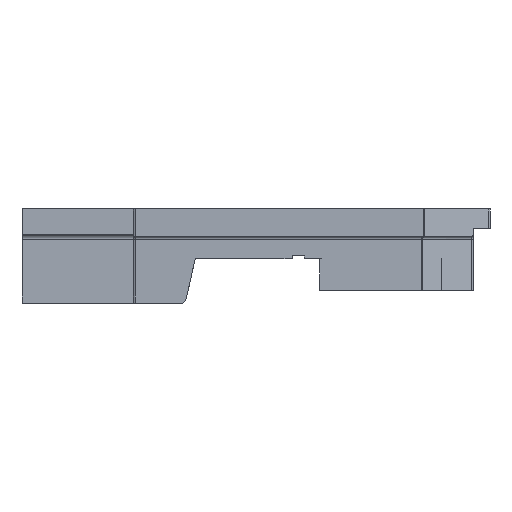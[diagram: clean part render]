
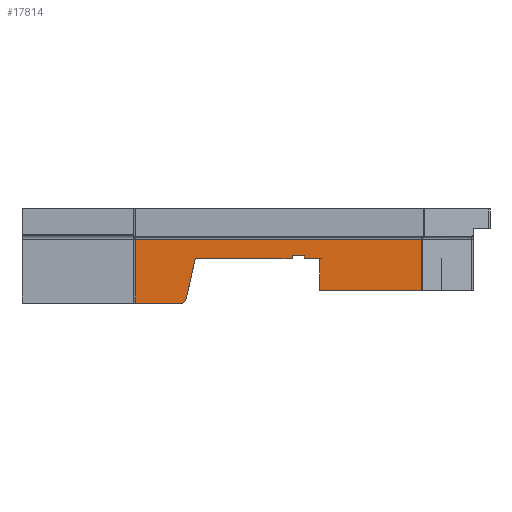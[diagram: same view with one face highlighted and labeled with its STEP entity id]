
A CAD part, left-side view. The second image highlights one B-rep face of the part: STEP entity #17814.
In plain terms, the highlighted planar face has unit normal (-1, 0, 0).
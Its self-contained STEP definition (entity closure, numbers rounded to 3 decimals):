
#2589=FACE_OUTER_BOUND('',#3567,.T.);
#3567=EDGE_LOOP('',(#15779,#15780,#15781,#15782,#15783,#15784,#15785,#15786,
#15787,#15788,#15789,#15790,#15791));
#3649=LINE('',#21750,#5206);
#3665=LINE('',#21783,#5222);
#3692=LINE('',#21844,#5249);
#3705=LINE('',#21882,#5262);
#3733=LINE('',#21953,#5290);
#3742=LINE('',#21990,#5299);
#5066=LINE('',#36135,#6623);
#5137=LINE('',#36339,#6694);
#5167=LINE('',#36408,#6724);
#5172=LINE('',#36416,#6729);
#5173=LINE('',#36419,#6730);
#5174=LINE('',#36420,#6731);
#5175=LINE('',#36421,#6732);
#5206=VECTOR('',#18639,10.);
#5222=VECTOR('',#18659,10.);
#5249=VECTOR('',#18700,10.);
#5262=VECTOR('',#18729,10.);
#5290=VECTOR('',#18791,10.);
#5299=VECTOR('',#18830,23.019);
#6623=VECTOR('',#21362,106.944);
#6694=VECTOR('',#21583,10.);
#6724=VECTOR('',#21647,106.944);
#6729=VECTOR('',#21656,10.);
#6730=VECTOR('',#21659,10.);
#6731=VECTOR('',#21660,10.);
#6732=VECTOR('',#21661,10.);
#6761=VERTEX_POINT('',#21744);
#6763=VERTEX_POINT('',#21748);
#6778=VERTEX_POINT('',#21782);
#6804=VERTEX_POINT('',#21841);
#6805=VERTEX_POINT('',#21843);
#6822=VERTEX_POINT('',#21881);
#6847=VERTEX_POINT('',#21951);
#6848=VERTEX_POINT('',#21952);
#6861=VERTEX_POINT('',#21988);
#8524=VERTEX_POINT('',#36337);
#8540=VERTEX_POINT('',#36406);
#8541=VERTEX_POINT('',#36413);
#8542=VERTEX_POINT('',#36418);
#8556=EDGE_CURVE('',#6761,#6763,#3649,.T.);
#8572=EDGE_CURVE('',#6761,#6778,#3665,.T.);
#8601=EDGE_CURVE('',#6805,#6804,#3692,.T.);
#8621=EDGE_CURVE('',#6822,#6805,#3705,.T.);
#8657=EDGE_CURVE('',#6847,#6848,#3733,.T.);
#8676=EDGE_CURVE('',#6804,#6861,#3742,.F.);
#11024=EDGE_CURVE('',#6861,#6847,#5066,.F.);
#11123=EDGE_CURVE('',#6763,#8524,#5137,.T.);
#11156=EDGE_CURVE('',#8540,#6848,#5167,.T.);
#11161=EDGE_CURVE('',#8541,#6778,#5172,.T.);
#11162=EDGE_CURVE('',#8524,#8542,#5173,.T.);
#11163=EDGE_CURVE('',#8542,#6822,#5174,.T.);
#11164=EDGE_CURVE('',#8541,#8540,#5175,.T.);
#15779=ORIENTED_EDGE('',*,*,#11123,.T.);
#15780=ORIENTED_EDGE('',*,*,#11162,.T.);
#15781=ORIENTED_EDGE('',*,*,#11163,.T.);
#15782=ORIENTED_EDGE('',*,*,#8621,.T.);
#15783=ORIENTED_EDGE('',*,*,#8601,.T.);
#15784=ORIENTED_EDGE('',*,*,#8676,.T.);
#15785=ORIENTED_EDGE('',*,*,#11024,.T.);
#15786=ORIENTED_EDGE('',*,*,#8657,.T.);
#15787=ORIENTED_EDGE('',*,*,#11156,.F.);
#15788=ORIENTED_EDGE('',*,*,#11164,.F.);
#15789=ORIENTED_EDGE('',*,*,#11161,.T.);
#15790=ORIENTED_EDGE('',*,*,#8572,.F.);
#15791=ORIENTED_EDGE('',*,*,#8556,.T.);
#16892=PLANE('',#18605);
#17814=ADVANCED_FACE('',(#2589),#16892,.F.);
#18605=AXIS2_PLACEMENT_3D('',#36417,#21657,#21658);
#18639=DIRECTION('',(0.,0.,1.));
#18659=DIRECTION('',(0.,1.,0.));
#18700=DIRECTION('',(0.,-1.,0.));
#18729=DIRECTION('',(0.,0.,-1.));
#18791=DIRECTION('',(0.,0.,-1.));
#18830=DIRECTION('',(0.,0.,-1.));
#21362=DIRECTION('',(0.,-1.,0.));
#21583=DIRECTION('',(0.,-1.,0.));
#21647=DIRECTION('',(0.,1.,0.));
#21656=DIRECTION('',(0.,-0.225,0.974));
#21657=DIRECTION('center_axis',(1.,0.,0.));
#21658=DIRECTION('ref_axis',(0.,0.,
1.));
#21659=DIRECTION('',(0.,0.,-1.));
#21660=DIRECTION('',(0.,-1.,0.));
#21661=DIRECTION('',(0.,0.783,-0.623));
#21744=CARTESIAN_POINT('',(-90.487,-59.377,15.71));
#21748=CARTESIAN_POINT('',(-90.487,-59.377,16.71));
#21750=CARTESIAN_POINT('',(-90.487,-59.377,19.761));
#21782=CARTESIAN_POINT('',(-90.487,-23.239,15.71));
#21783=CARTESIAN_POINT('',(-90.487,-13.638,15.71));
#21841=CARTESIAN_POINT('',(-90.487,-107.737,3.857));
#21843=CARTESIAN_POINT('',(-90.487,-69.693,3.857));
#21844=CARTESIAN_POINT('',(-90.487,-41.493,3.857));
#21881=CARTESIAN_POINT('',(-90.487,-69.693,15.71));
#21882=CARTESIAN_POINT('',(-90.487,-69.693,13.795));
#21951=CARTESIAN_POINT('',(-90.487,-0.794,23.019));
#21952=CARTESIAN_POINT('',(-90.487,-0.794,-0.897));
#21953=CARTESIAN_POINT('',(-90.487,-0.794,0.));
#21988=CARTESIAN_POINT('',(-90.487,-107.737,23.019));
#21990=CARTESIAN_POINT('',(-90.487,-107.737,23.019));
#36135=CARTESIAN_POINT('',(-90.487,-0.794,23.019));
#36337=CARTESIAN_POINT('',(-90.487,-63.877,16.71));
#36339=CARTESIAN_POINT('',(-90.487,-31.939,16.71));
#36406=CARTESIAN_POINT('',(-90.487,-18.405,-0.897));
#36408=CARTESIAN_POINT('',(-90.487,-0.794,-0.897));
#36413=CARTESIAN_POINT('',(-90.487,-19.63,0.077));
#36416=CARTESIAN_POINT('',(-90.487,-14.696,-21.293));
#36417=CARTESIAN_POINT('Origin',(-90.487,0.,
23.812));
#36418=CARTESIAN_POINT('',(-90.487,-63.877,15.71));
#36419=CARTESIAN_POINT('',(-90.487,-63.877,16.46));
#36420=CARTESIAN_POINT('',(-90.487,-63.877,15.71));
#36421=CARTESIAN_POINT('',(-90.487,-19.094,-0.349));
